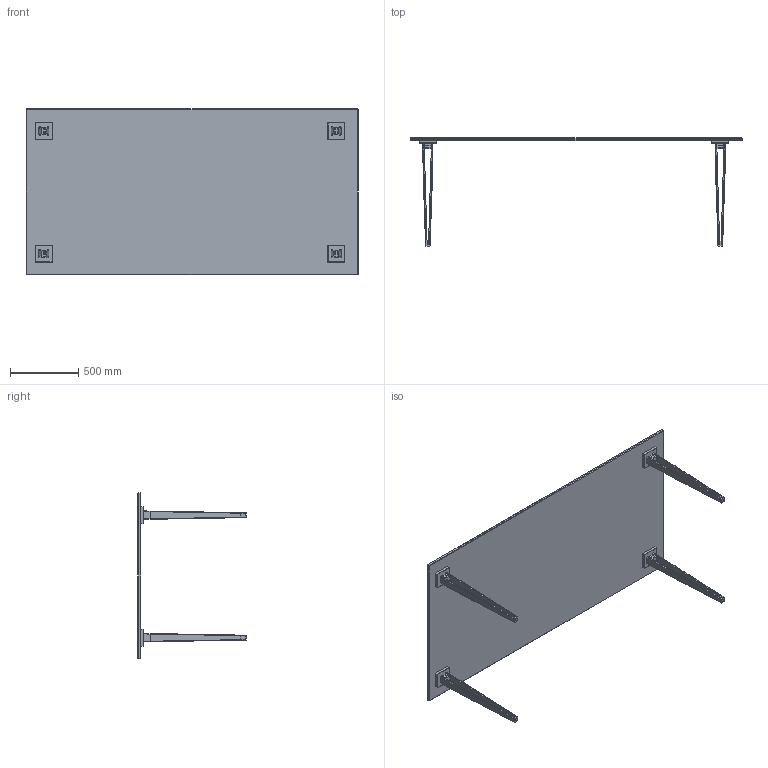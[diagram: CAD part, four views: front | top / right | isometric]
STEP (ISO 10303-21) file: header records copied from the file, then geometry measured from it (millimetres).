
FILE_DESCRIPTION(/* description */ (''),/* implementation_level */ '2;1');
FILE_NAME(/* name */ 'Quick Desk Ariane 760mm v5.step',/* time_stamp */ '2016-05-04T21:55:10+02:00',/* author */ (''),/* organization */ (''),/* preprocessor_version */ 'ST-DEVELOPER v16.2',/* originating_system */ 'Autodesk Translation Framework v4.3.0.3010',/* authorisation */ '');
FILE_SCHEMA (('AUTOMOTIVE_DESIGN { 1 0 10303 214 3 1 1 }'));
Length unit declared in the file: centimetre
Products named in the file (11): Quick Desk Ariane 760mm v5; Quick Desk Ariane Foot Tapered 740mm v1; Quick Desk Ariane Foot Tapered 740mm v1_1; Quick Desk Ariane Foot Tapered 740mm v1_2; Quick Desk Ariane Foot Tapered 740mm v1_3; 12x36x36; 12x50x50 D10; 12x50x50 D16; 12x50x50; 12x740x (50, 1deg taper); 20x1220x2440 Plywood Sheet
Assembly tree (29 placements, depth 3):
  Quick Desk Ariane 760mm v5
    Quick Desk Ariane Foot Tapered 740mm v1
      12x36x36
      12x50x50 D10
      12x50x50 D16
      12x50x50
      12x740x (50, 1deg taper)  x2
    Quick Desk Ariane Foot Tapered 740mm v1_1
      12x36x36
      12x50x50 D10
      12x50x50 D16
      12x50x50
      12x740x (50, 1deg taper)  x2
    Quick Desk Ariane Foot Tapered 740mm v1_2
      12x36x36
      12x50x50 D10
      12x50x50 D16
      12x50x50
      12x740x (50, 1deg taper)  x2
    Quick Desk Ariane Foot Tapered 740mm v1_3
      12x36x36
      12x50x50 D10
      12x50x50 D16
      12x50x50
      12x740x (50, 1deg taper)  x2
    20x1220x2440 Plywood Sheet
Bounding box: 2440 x 796 x 1220 mm (x, y, z)
Volume: 64533230.6 mm3; surface area: 7058414.3 mm2
Topology: 29 solids, 29 shells, 314 faces, 680 edges, 424 vertices
Faces by surface type: plane 266, bspline 32, cylinder 12, cone 4
Full cylindrical faces by diameter (mm): 10 x4, 12 x4, 18 x4
Entity records: 3673 total; most frequent: CARTESIAN_POINT 963, DIRECTION 535, ORIENTED_EDGE 456, EDGE_CURVE 228, LINE 209, VECTOR 209, AXIS2_PLACEMENT_3D 163, VERTEX_POINT 141
